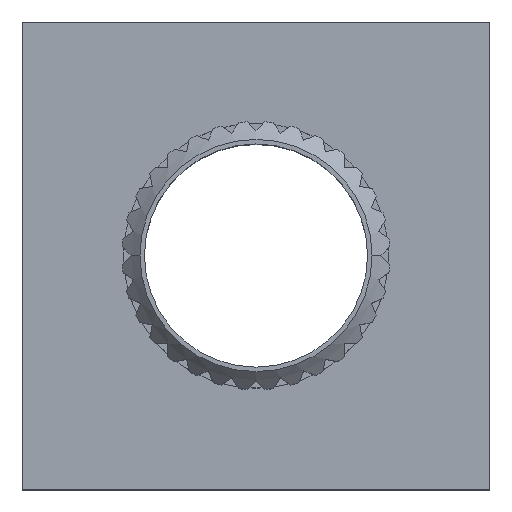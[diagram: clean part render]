
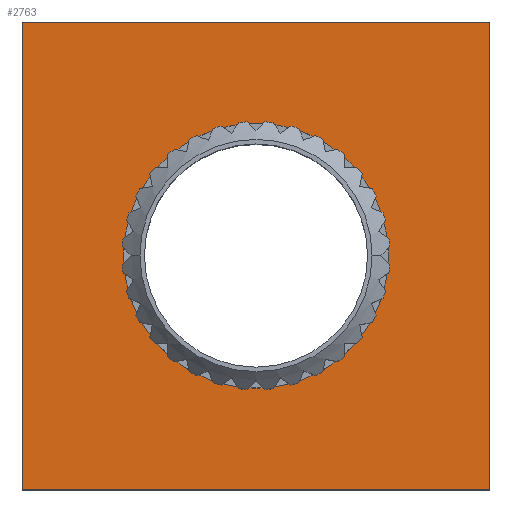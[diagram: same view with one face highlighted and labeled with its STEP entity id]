
A CAD part, top view. The second image highlights one B-rep face of the part: STEP entity #2763.
In plain terms, the highlighted planar face has unit normal (0, 0, 1).
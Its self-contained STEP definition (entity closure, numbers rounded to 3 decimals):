
#187 = CARTESIAN_POINT ( 'NONE',  ( -6.5, -6.5, 2. ) ) ;
#332 = ORIENTED_EDGE ( 'NONE', *, *, #4779, .T. ) ;
#527 = CARTESIAN_POINT ( 'NONE',  ( -6.5, 6.5, 2. ) ) ;
#745 = VERTEX_POINT ( 'NONE', #885 ) ;
#885 = CARTESIAN_POINT ( 'NONE',  ( -3.675, 0., 2. ) ) ;
#910 = EDGE_LOOP ( 'NONE', ( #943, #2734, #964, #332 ) ) ;
#943 = ORIENTED_EDGE ( 'NONE', *, *, #2038, .T. ) ;
#964 = ORIENTED_EDGE ( 'NONE', *, *, #6232, .T. ) ;
#1110 = LINE ( 'NONE', #527, #1876 ) ;
#1317 = CARTESIAN_POINT ( 'NONE',  ( 0., 0., 2. ) ) ;
#1339 = DIRECTION ( 'NONE',  ( 1., 0., 0. ) ) ;
#1381 = DIRECTION ( 'NONE',  ( 1., 0., 0. ) ) ;
#1440 = ORIENTED_EDGE ( 'NONE', *, *, #3634, .F. ) ;
#1508 = AXIS2_PLACEMENT_3D ( 'NONE', #1317, #6184, #1339 ) ;
#1633 = CARTESIAN_POINT ( 'NONE',  ( -6.5, 6.5, 2. ) ) ;
#1668 = VERTEX_POINT ( 'NONE', #4238 ) ;
#1729 = VECTOR ( 'NONE', #3150, 1000. ) ;
#1751 = EDGE_CURVE ( 'NONE', #1875, #745, #4193, .T. ) ;
#1759 = CARTESIAN_POINT ( 'NONE',  ( -6.5, -6.5, 2. ) ) ;
#1791 = EDGE_CURVE ( 'NONE', #5201, #2275, #1110, .T. ) ;
#1824 = LINE ( 'NONE', #1633, #5410 ) ;
#1837 = DIRECTION ( 'NONE',  ( 0., 0., 1. ) ) ;
#1875 = VERTEX_POINT ( 'NONE', #3918 ) ;
#1876 = VECTOR ( 'NONE', #4857, 1000. ) ;
#2038 = EDGE_CURVE ( 'NONE', #1668, #5201, #3876, .T. ) ;
#2242 = CIRCLE ( 'NONE', #1508, 3.675 ) ;
#2252 = FACE_OUTER_BOUND ( 'NONE', #910, .T. ) ;
#2275 = VERTEX_POINT ( 'NONE', #5443 ) ;
#2394 = AXIS2_PLACEMENT_3D ( 'NONE', #6285, #6259, #6335 ) ;
#2403 = PLANE ( 'NONE',  #2394 ) ;
#2636 = DIRECTION ( 'NONE',  ( 0., -1., 0. ) ) ;
#2734 = ORIENTED_EDGE ( 'NONE', *, *, #1791, .T. ) ;
#2763 = ADVANCED_FACE ( 'NONE', ( #2252, #5991 ), #2403, .T. ) ;
#2932 = DIRECTION ( 'NONE',  ( 0., 1., 0. ) ) ;
#3150 = DIRECTION ( 'NONE',  ( 1., 0., 0. ) ) ;
#3188 = VECTOR ( 'NONE', #2932, 1000. ) ;
#3634 = EDGE_CURVE ( 'NONE', #745, #1875, #2242, .T. ) ;
#3729 = LINE ( 'NONE', #187, #1729 ) ;
#3876 = LINE ( 'NONE', #5852, #3188 ) ;
#3918 = CARTESIAN_POINT ( 'NONE',  ( 3.675, 0., 2. ) ) ;
#4017 = AXIS2_PLACEMENT_3D ( 'NONE', #4325, #1837, #1381 ) ;
#4193 = CIRCLE ( 'NONE', #4017, 3.675 ) ;
#4238 = CARTESIAN_POINT ( 'NONE',  ( 6.5, -6.5, 2. ) ) ;
#4325 = CARTESIAN_POINT ( 'NONE',  ( 0., 0., 2. ) ) ;
#4383 = ORIENTED_EDGE ( 'NONE', *, *, #1751, .F. ) ;
#4772 = EDGE_LOOP ( 'NONE', ( #1440, #4383 ) ) ;
#4779 = EDGE_CURVE ( 'NONE', #5938, #1668, #3729, .T. ) ;
#4857 = DIRECTION ( 'NONE',  ( -1., 0., 0. ) ) ;
#5201 = VERTEX_POINT ( 'NONE', #5370 ) ;
#5370 = CARTESIAN_POINT ( 'NONE',  ( 6.5, 6.5, 2. ) ) ;
#5410 = VECTOR ( 'NONE', #2636, 1000. ) ;
#5443 = CARTESIAN_POINT ( 'NONE',  ( -6.5, 6.5, 2. ) ) ;
#5852 = CARTESIAN_POINT ( 'NONE',  ( 6.5, 6.5, 2. ) ) ;
#5938 = VERTEX_POINT ( 'NONE', #1759 ) ;
#5991 = FACE_BOUND ( 'NONE', #4772, .T. ) ;
#6184 = DIRECTION ( 'NONE',  ( 0., 0., 1. ) ) ;
#6232 = EDGE_CURVE ( 'NONE', #2275, #5938, #1824, .T. ) ;
#6259 = DIRECTION ( 'NONE',  ( 0., 0., 1. ) ) ;
#6285 = CARTESIAN_POINT ( 'NONE',  ( 0., 0., 2. ) ) ;
#6335 = DIRECTION ( 'NONE',  ( 1., 0., 0. ) ) ;
